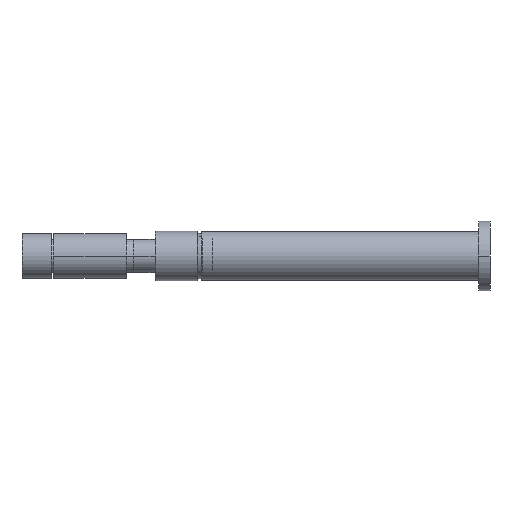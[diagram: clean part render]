
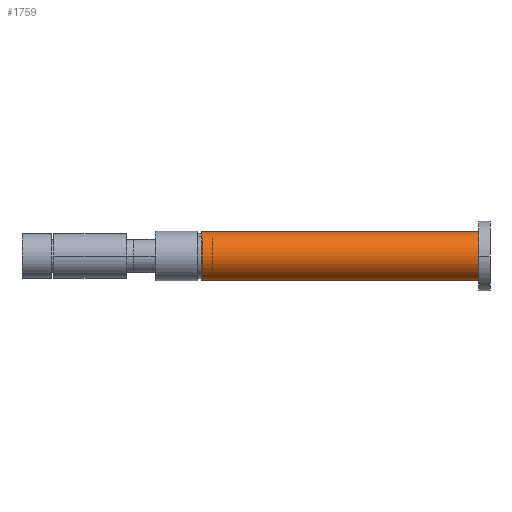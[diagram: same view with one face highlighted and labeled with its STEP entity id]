
A CAD part, left-side view. The second image highlights one B-rep face of the part: STEP entity #1759.
In plain terms, the highlighted cylindrical face has radius 19 mm (diameter 38 mm), a partial arc.
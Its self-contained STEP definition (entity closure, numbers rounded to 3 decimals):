
#53 = DIRECTION ( 'NONE',  ( 0., 1., 0. ) ) ;
#78 = AXIS2_PLACEMENT_3D ( 'NONE', #97, #53, #106 ) ;
#97 = CARTESIAN_POINT ( 'NONE',  ( 0., -226.5, 0. ) ) ;
#106 = DIRECTION ( 'NONE',  ( 0., 0., 1. ) ) ;
#213 = CIRCLE ( 'NONE', #392, 19. ) ;
#365 = VERTEX_POINT ( 'NONE', #1827 ) ;
#377 = ORIENTED_EDGE ( 'NONE', *, *, #1066, .T. ) ;
#392 = AXIS2_PLACEMENT_3D ( 'NONE', #499, #492, #486 ) ;
#486 = DIRECTION ( 'NONE',  ( 0., 0., 1. ) ) ;
#492 = DIRECTION ( 'NONE',  ( 0., 1., 0. ) ) ;
#499 = CARTESIAN_POINT ( 'NONE',  ( 0., -226.5, 0. ) ) ;
#524 = VERTEX_POINT ( 'NONE', #1284 ) ;
#544 = ORIENTED_EDGE ( 'NONE', *, *, #2048, .F. ) ;
#571 = CARTESIAN_POINT ( 'NONE',  ( 0., 0., -19. ) ) ;
#879 = VECTOR ( 'NONE', #2369, 1000. ) ;
#947 = CYLINDRICAL_SURFACE ( 'NONE', #78, 19. ) ;
#990 = VERTEX_POINT ( 'NONE', #2502 ) ;
#1008 = FACE_OUTER_BOUND ( 'NONE', #1015, .T. ) ;
#1015 = EDGE_LOOP ( 'NONE', ( #544, #1946, #377, #1346 ) ) ;
#1066 = EDGE_CURVE ( 'NONE', #990, #365, #1399, .T. ) ;
#1220 = CIRCLE ( 'NONE', #2300, 19. ) ;
#1262 = DIRECTION ( 'NONE',  ( 0., 0., 1. ) ) ;
#1269 = DIRECTION ( 'NONE',  ( 0., 1., 0. ) ) ;
#1284 = CARTESIAN_POINT ( 'NONE',  ( 0., -226.5, -19. ) ) ;
#1317 = CARTESIAN_POINT ( 'NONE',  ( 0., 0., 0. ) ) ;
#1346 = ORIENTED_EDGE ( 'NONE', *, *, #2126, .F. ) ;
#1399 = LINE ( 'NONE', #2514, #879 ) ;
#1476 = DIRECTION ( 'NONE',  ( 0., 1., 0. ) ) ;
#1530 = CARTESIAN_POINT ( 'NONE',  ( 0., -226.5, -19. ) ) ;
#1595 = VERTEX_POINT ( 'NONE', #571 ) ;
#1600 = EDGE_CURVE ( 'NONE', #524, #990, #213, .T. ) ;
#1746 = LINE ( 'NONE', #1530, #1810 ) ;
#1759 = ADVANCED_FACE ( 'NONE', ( #1008 ), #947, .T. ) ;
#1810 = VECTOR ( 'NONE', #1476, 1000. ) ;
#1827 = CARTESIAN_POINT ( 'NONE',  ( 0., 0., 19. ) ) ;
#1946 = ORIENTED_EDGE ( 'NONE', *, *, #1600, .T. ) ;
#2048 = EDGE_CURVE ( 'NONE', #524, #1595, #1746, .T. ) ;
#2126 = EDGE_CURVE ( 'NONE', #1595, #365, #1220, .T. ) ;
#2300 = AXIS2_PLACEMENT_3D ( 'NONE', #1317, #1269, #1262 ) ;
#2369 = DIRECTION ( 'NONE',  ( 0., 1., 0. ) ) ;
#2502 = CARTESIAN_POINT ( 'NONE',  ( 0., -226.5, 19. ) ) ;
#2514 = CARTESIAN_POINT ( 'NONE',  ( 0., -226.5, 19. ) ) ;
